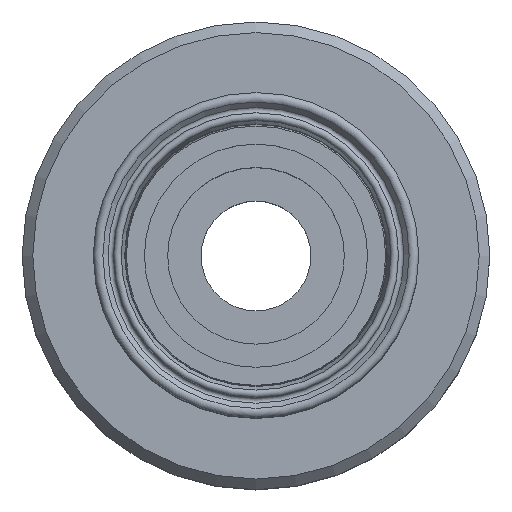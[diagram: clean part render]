
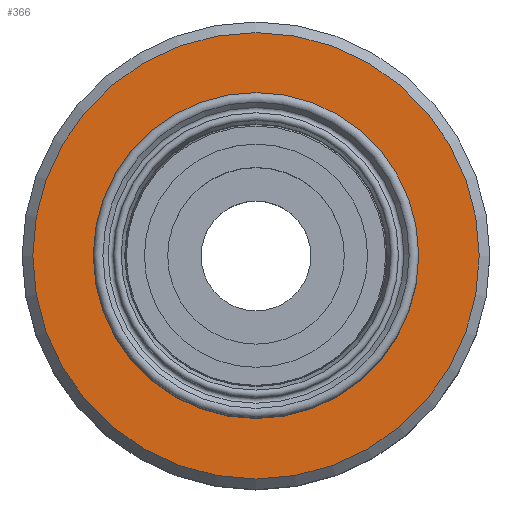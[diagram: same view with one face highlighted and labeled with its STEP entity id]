
A CAD part, top view. The second image highlights one B-rep face of the part: STEP entity #366.
In plain terms, the highlighted face is planar.
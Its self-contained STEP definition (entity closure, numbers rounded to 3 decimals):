
#83=ORIENTED_EDGE('',*,*,#137,.T.);
#84=ORIENTED_EDGE('',*,*,#136,.F.);
#136=EDGE_CURVE('',#168,#168,#200,.T.);
#137=EDGE_CURVE('',#169,#169,#201,.T.);
#168=VERTEX_POINT('',#651);
#169=VERTEX_POINT('',#654);
#200=CIRCLE('',#435,5.2);
#201=CIRCLE('',#437,8.4);
#243=EDGE_LOOP('',(#83));
#244=EDGE_LOOP('',(#84));
#307=FACE_BOUND('',#243,.T.);
#308=FACE_BOUND('',#244,.T.);
#353=PLANE('',#436);
#366=ADVANCED_FACE('',(#307,#308),#353,.T.);
#435=AXIS2_PLACEMENT_3D('',#650,#526,#527);
#436=AXIS2_PLACEMENT_3D('',#652,#528,#529);
#437=AXIS2_PLACEMENT_3D('',#653,#530,#531);
#526=DIRECTION('',(0.,0.,-1.));
#527=DIRECTION('',(-1.,0.,0.));
#528=DIRECTION('',(0.,0.,-1.));
#529=DIRECTION('',(-1.,0.,0.));
#530=DIRECTION('',(0.,0.,-1.));
#531=DIRECTION('',(-1.,0.,0.));
#650=CARTESIAN_POINT('',(0.,0.,1.6));
#651=CARTESIAN_POINT('',(-5.2,0.,1.6));
#652=CARTESIAN_POINT('',(0.,5.2,1.6));
#653=CARTESIAN_POINT('',(0.,0.,1.6));
#654=CARTESIAN_POINT('',(-8.4,0.,1.6));
